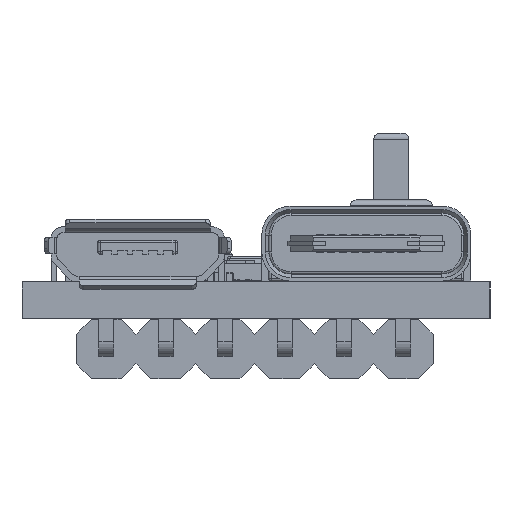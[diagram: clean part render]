
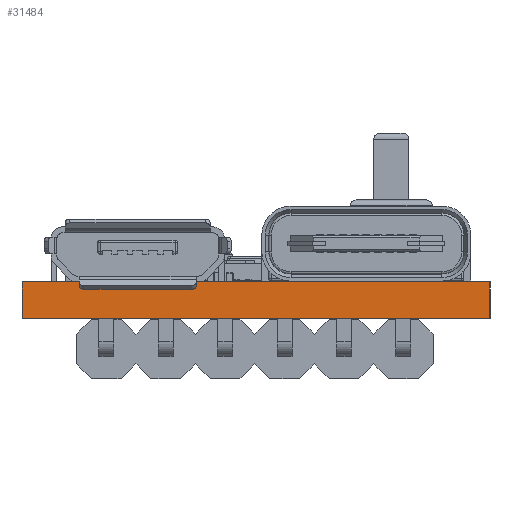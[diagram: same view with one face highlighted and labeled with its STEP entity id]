
A CAD part, left-side view. The second image highlights one B-rep face of the part: STEP entity #31484.
In plain terms, the highlighted planar face has unit normal (-1, 0, 0).
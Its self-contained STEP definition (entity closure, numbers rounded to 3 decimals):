
#922=PLANE('',#33653);
#2336=FACE_OUTER_BOUND('',#4116,.T.);
#4116=EDGE_LOOP('',(#22174,#22175,#22176,#22177));
#6063=LINE('',#45432,#9897);
#6079=LINE('',#45471,#9913);
#6080=LINE('',#45473,#9914);
#6081=LINE('',#45474,#9915);
#9897=VECTOR('',#36482,10.);
#9913=VECTOR('',#36518,10.);
#9914=VECTOR('',#36521,10.);
#9915=VECTOR('',#36522,10.);
#14454=VERTEX_POINT('',#45429);
#14455=VERTEX_POINT('',#45431);
#14467=VERTEX_POINT('',#45467);
#14468=VERTEX_POINT('',#45469);
#17496=EDGE_CURVE('',#14454,#14455,#6063,.T.);
#17516=EDGE_CURVE('',#14467,#14468,#6079,.T.);
#17517=EDGE_CURVE('',#14454,#14467,#6080,.T.);
#17518=EDGE_CURVE('',#14455,#14468,#6081,.T.);
#22174=ORIENTED_EDGE('',*,*,#17517,.T.);
#22175=ORIENTED_EDGE('',*,*,#17516,.T.);
#22176=ORIENTED_EDGE('',*,*,#17518,.F.);
#22177=ORIENTED_EDGE('',*,*,#17496,.F.);
#31484=ADVANCED_FACE('',(#2336),#922,.T.);
#33653=AXIS2_PLACEMENT_3D('',#45472,#36519,#36520);
#36482=DIRECTION('',(0.,0.,1.));
#36518=DIRECTION('',(0.,0.,1.));
#36519=DIRECTION('center_axis',(-1.,0.,0.));
#36520=DIRECTION('ref_axis',(0.,-1.,0.));
#36521=DIRECTION('',(0.,-1.,0.));
#36522=DIRECTION('',(0.,-1.,0.));
#45429=CARTESIAN_POINT('',(0.,20.,0.));
#45431=CARTESIAN_POINT('',(0.,20.,1.57));
#45432=CARTESIAN_POINT('',(0.,20.,0.));
#45467=CARTESIAN_POINT('',(0.,0.,0.));
#45469=CARTESIAN_POINT('',(0.,0.,1.57));
#45471=CARTESIAN_POINT('',(0.,0.,0.));
#45472=CARTESIAN_POINT('Origin',(0.,20.,0.));
#45473=CARTESIAN_POINT('',(0.,20.,0.));
#45474=CARTESIAN_POINT('',(0.,20.,1.57));
